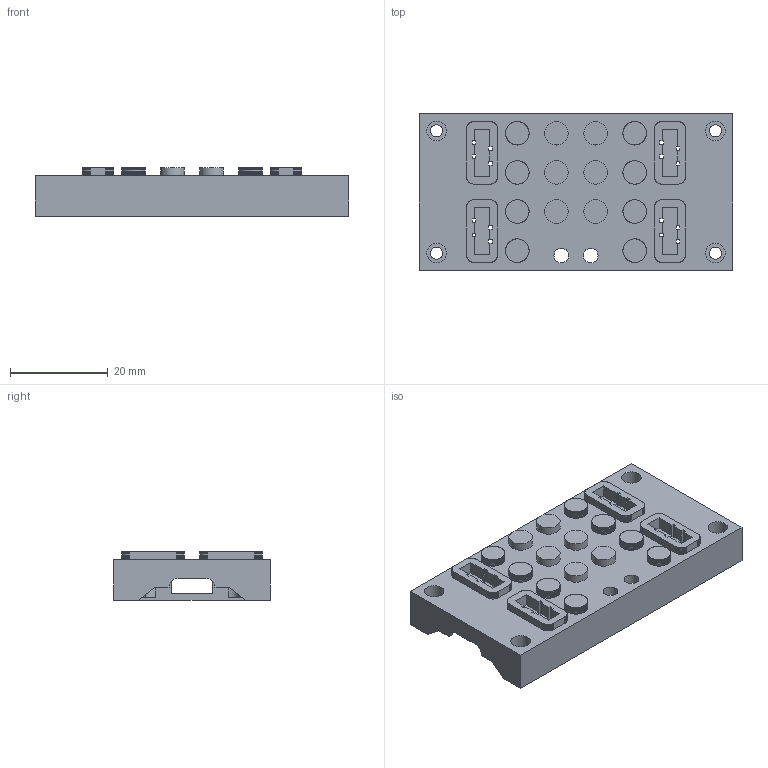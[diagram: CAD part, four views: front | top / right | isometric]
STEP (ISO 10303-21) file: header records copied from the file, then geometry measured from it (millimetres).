
FILE_DESCRIPTION(('STEP AP203'), '1');
FILE_NAME('栖闉罻庉邰', '2022-02-16T22:54:55', (''), (''), 'ASCON STEP Converter 1.6', 'ASCON Math Kernel', '');
FILE_SCHEMA(('CONFIG_CONTROL_DESIGN'));
Length unit declared in the file: millimetre
Assembly tree (4 placements, depth 2):
  (unnamed)
    (unnamed)  x4
Bounding box: 64 x 32 x 9.92 mm (x, y, z)
Volume: 6141.6 mm3; surface area: 7810.8 mm2
Topology: 1 solids, 1 shells, 1326 faces, 3942 edges, 2628 vertices
Faces by surface type: plane 1298, cylinder 28
Full cylindrical faces by diameter (mm): 2.5 x4, 3 x2, 4 x4, 4.8 x6
Entity records: 54327 total; most frequent: CARTESIAN_POINT 7885, ORIENTED_EDGE 7852, DIRECTION 6644, EDGE_CURVE 3926, LINE 3870, VECTOR 3870, VERTEX_POINT 2628, EDGE_LOOP 1398
